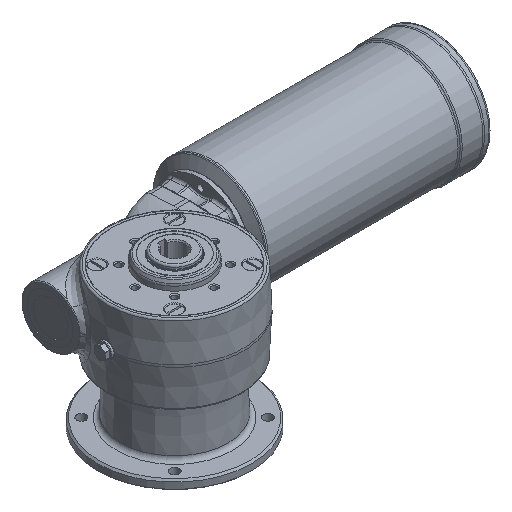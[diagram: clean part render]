
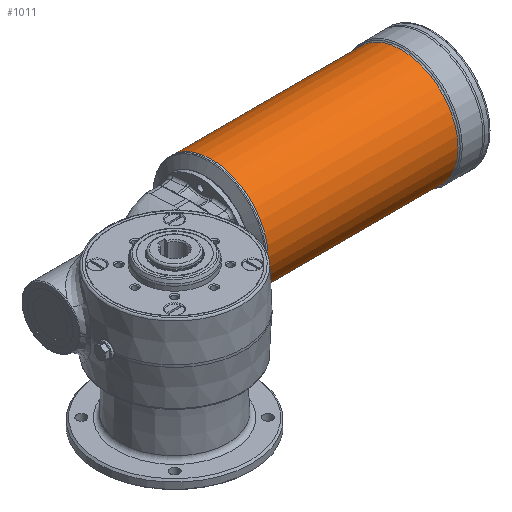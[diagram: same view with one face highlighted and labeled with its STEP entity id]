
A CAD part, isometric view. The second image highlights one B-rep face of the part: STEP entity #1011.
In plain terms, the highlighted cylindrical face has radius 64.5 mm (diameter 129 mm), a full revolution.
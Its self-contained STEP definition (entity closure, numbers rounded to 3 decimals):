
#1011 = ADVANCED_FACE( '', ( #2531, #2532 ), #2533, .T. );
#2531 = FACE_OUTER_BOUND( '', #6408, .T. );
#2532 = FACE_OUTER_BOUND( '', #6409, .T. );
#2533 = CYLINDRICAL_SURFACE( '', #6410, 64.5 );
#6408 = EDGE_LOOP( '', ( #13627 ) );
#6409 = EDGE_LOOP( '', ( #13628 ) );
#6410 = AXIS2_PLACEMENT_3D( '', #13629, #13630, #13631 );
#13627 = ORIENTED_EDGE( '', *, *, #17349, .T. );
#13628 = ORIENTED_EDGE( '', *, *, #17158, .T. );
#13629 = CARTESIAN_POINT( '', ( 265.168, 63., 0. ) );
#13630 = DIRECTION( '', ( -1., 0., 0. ) );
#13631 = DIRECTION( '', ( 0., 1., 0. ) );
#17158 = EDGE_CURVE( '', #19230, #19230, #19231, .T. );
#17349 = EDGE_CURVE( '', #19516, #19516, #19517, .F. );
#19230 = VERTEX_POINT( '', #23198 );
#19231 = CIRCLE( '', #23199, 64.5 );
#19516 = VERTEX_POINT( '', #24082 );
#19517 = CIRCLE( '', #24083, 64.5 );
#23198 = CARTESIAN_POINT( '', ( 105., 127.5, 0. ) );
#23199 = AXIS2_PLACEMENT_3D( '', #27561, #27562, #27563 );
#24082 = CARTESIAN_POINT( '', ( 321.172, 127.5, 0. ) );
#24083 = AXIS2_PLACEMENT_3D( '', #27772, #27773, #27774 );
#27561 = CARTESIAN_POINT( '', ( 105., 63., 0. ) );
#27562 = DIRECTION( '', ( 1., 0., 0. ) );
#27563 = DIRECTION( '', ( 0., 1., 0. ) );
#27772 = CARTESIAN_POINT( '', ( 321.172, 63., 0. ) );
#27773 = DIRECTION( '', ( 1., 0., 0. ) );
#27774 = DIRECTION( '', ( 0., 1., 0. ) );
